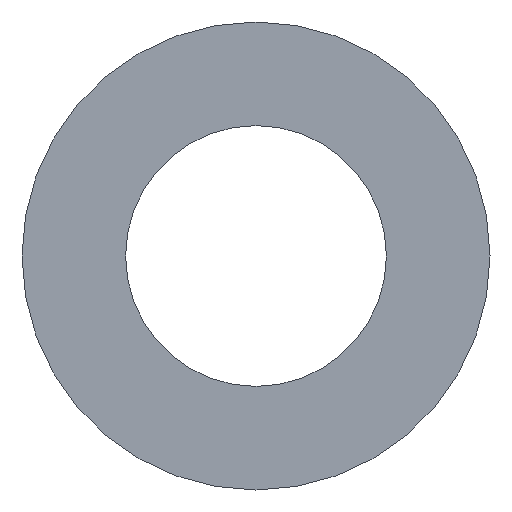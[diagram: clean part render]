
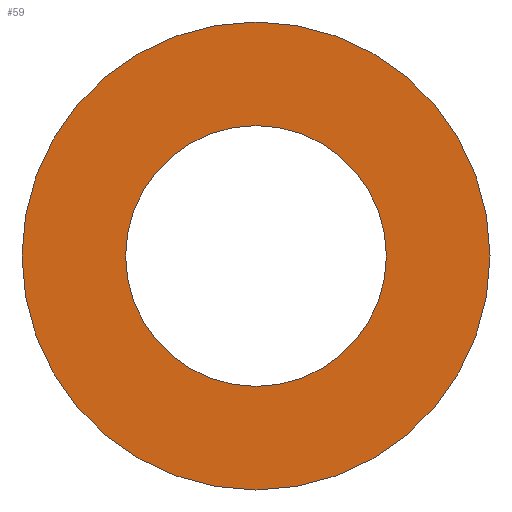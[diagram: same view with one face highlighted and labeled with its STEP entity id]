
A CAD part, left-side view. The second image highlights one B-rep face of the part: STEP entity #59.
In plain terms, the highlighted planar face has unit normal (-1, 0, 0).
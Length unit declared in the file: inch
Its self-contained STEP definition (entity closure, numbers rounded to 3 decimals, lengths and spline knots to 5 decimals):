
#2 = VERTEX_POINT ( 'NONE', #211 ) ;
#9 = DIRECTION ( 'NONE',  ( 1., 0., 0. ) ) ;
#31 = EDGE_CURVE ( 'NONE', #82, #239, #142, .T. ) ;
#36 = CARTESIAN_POINT ( 'NONE',  ( 0., 0., 0. ) ) ;
#37 = DIRECTION ( 'NONE',  ( 0., 0., -1. ) ) ;
#50 = CARTESIAN_POINT ( 'NONE',  ( 0., 0., 0. ) ) ;
#57 = CIRCLE ( 'NONE', #95, 0.3135 ) ;
#59 = ADVANCED_FACE ( 'NONE', ( #222, #60 ), #140, .F. ) ;
#60 = FACE_BOUND ( 'NONE', #132, .T. ) ;
#65 = ORIENTED_EDGE ( 'NONE', *, *, #159, .F. ) ;
#68 = AXIS2_PLACEMENT_3D ( 'NONE', #50, #9, #72 ) ;
#72 = DIRECTION ( 'NONE',  ( 0., 0., -1. ) ) ;
#79 = CARTESIAN_POINT ( 'NONE',  ( 0., 0., 0. ) ) ;
#82 = VERTEX_POINT ( 'NONE', #170 ) ;
#84 = EDGE_CURVE ( 'NONE', #2, #107, #146, .T. ) ;
#86 = DIRECTION ( 'NONE',  ( 1., 0., 0. ) ) ;
#89 = EDGE_CURVE ( 'NONE', #239, #82, #57, .T. ) ;
#90 = EDGE_LOOP ( 'NONE', ( #65, #129 ) ) ;
#95 = AXIS2_PLACEMENT_3D ( 'NONE', #141, #240, #175 ) ;
#107 = VERTEX_POINT ( 'NONE', #160 ) ;
#111 = DIRECTION ( 'NONE',  ( 0., 0., -1. ) ) ;
#123 = CARTESIAN_POINT ( 'NONE',  ( 0., 0., 0. ) ) ;
#129 = ORIENTED_EDGE ( 'NONE', *, *, #84, .F. ) ;
#132 = EDGE_LOOP ( 'NONE', ( #237, #208 ) ) ;
#140 = PLANE ( 'NONE',  #241 ) ;
#141 = CARTESIAN_POINT ( 'NONE',  ( 0., 0., 0. ) ) ;
#142 = CIRCLE ( 'NONE', #230, 0.3135 ) ;
#146 = CIRCLE ( 'NONE', #68, 0.5625 ) ;
#150 = DIRECTION ( 'NONE',  ( 1., 0., 0. ) ) ;
#151 = CIRCLE ( 'NONE', #203, 0.5625 ) ;
#159 = EDGE_CURVE ( 'NONE', #107, #2, #151, .T. ) ;
#160 = CARTESIAN_POINT ( 'NONE',  ( 0., 0., 0.5625 ) ) ;
#170 = CARTESIAN_POINT ( 'NONE',  ( 0., 0., 0.3135 ) ) ;
#175 = DIRECTION ( 'NONE',  ( 0., 0., -1. ) ) ;
#178 = DIRECTION ( 'NONE',  ( 0., 0., -1. ) ) ;
#201 = DIRECTION ( 'NONE',  ( 1., 0., 0. ) ) ;
#202 = CARTESIAN_POINT ( 'NONE',  ( 0., 0., -0.3135 ) ) ;
#203 = AXIS2_PLACEMENT_3D ( 'NONE', #79, #201, #111 ) ;
#208 = ORIENTED_EDGE ( 'NONE', *, *, #89, .T. ) ;
#211 = CARTESIAN_POINT ( 'NONE',  ( 0., 0., -0.5625 ) ) ;
#222 = FACE_OUTER_BOUND ( 'NONE', #90, .T. ) ;
#230 = AXIS2_PLACEMENT_3D ( 'NONE', #123, #86, #37 ) ;
#237 = ORIENTED_EDGE ( 'NONE', *, *, #31, .T. ) ;
#239 = VERTEX_POINT ( 'NONE', #202 ) ;
#240 = DIRECTION ( 'NONE',  ( 1., 0., 0. ) ) ;
#241 = AXIS2_PLACEMENT_3D ( 'NONE', #36, #150, #178 ) ;
